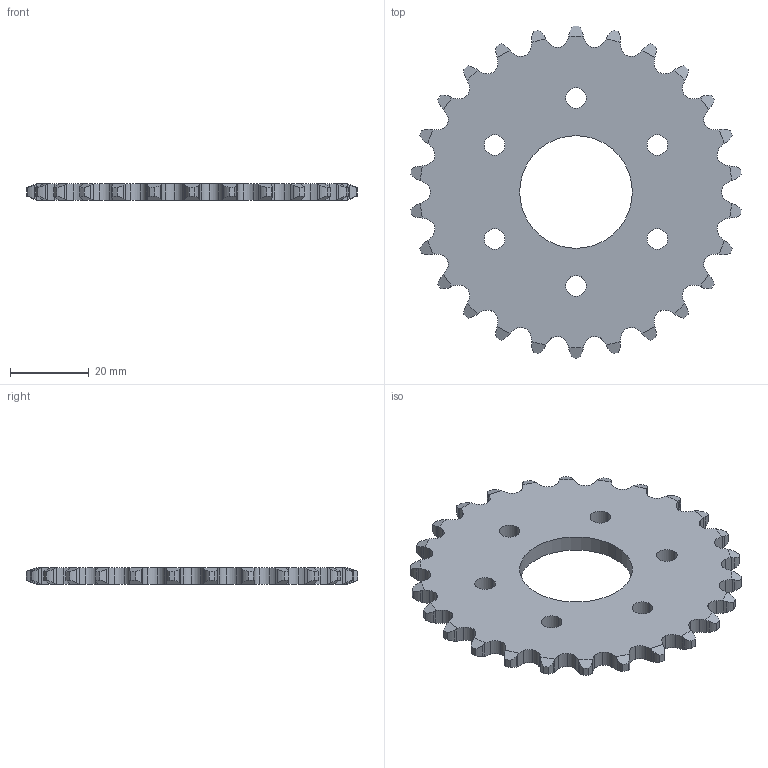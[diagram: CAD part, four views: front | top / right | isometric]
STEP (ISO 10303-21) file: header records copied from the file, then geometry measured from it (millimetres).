
FILE_DESCRIPTION (( 'STEP AP203' ), '1' );
FILE_NAME ('am-0218 S35-26L.STEP', '2016-01-29T21:06:49', ( '' ), ( '' ), 'SwSTEP 2.0', 'SolidWorks 2014', '' );
FILE_SCHEMA (( 'CONFIG_CONTROL_DESIGN' ));
Length unit declared in the file: inch
Products named in the file (1): am-0218 S35-26L
Bounding box: 83.7 x 84.16 x 4.06 mm (x, y, z)
Volume: 16297.3 mm3; surface area: 10294.8 mm2
Topology: 1 solids, 1 shells, 302 faces, 900 edges, 600 vertices
Faces by surface type: cylinder 196, plane 54, cone 52
Entity records: 10891 total; most frequent: CARTESIAN_POINT 2947, ORIENTED_EDGE 1800, DIRECTION 1534, EDGE_CURVE 900, AXIS2_PLACEMENT_3D 643, VERTEX_POINT 600, CIRCLE 340, EDGE_LOOP 316
